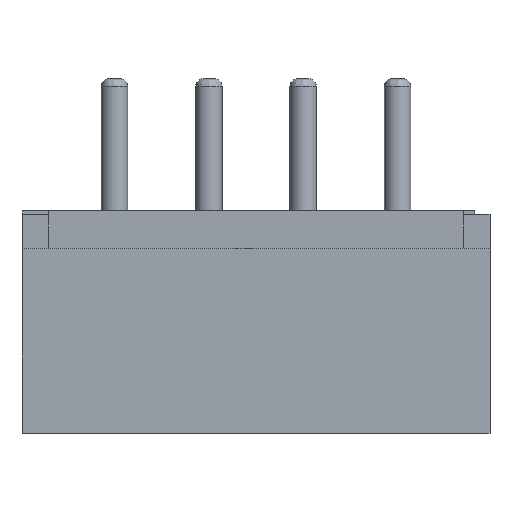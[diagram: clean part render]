
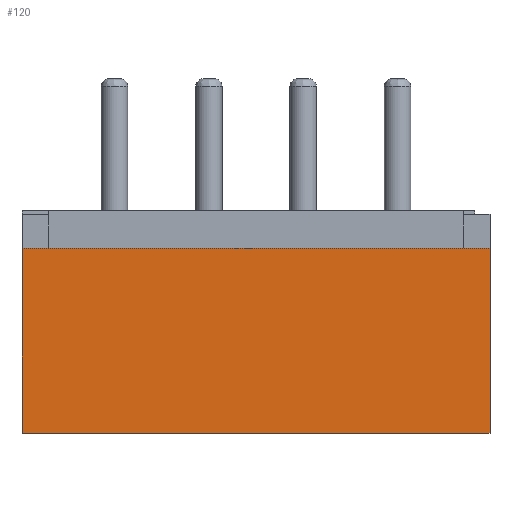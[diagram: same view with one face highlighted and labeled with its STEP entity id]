
A CAD part, front view. The second image highlights one B-rep face of the part: STEP entity #120.
In plain terms, the highlighted planar face has unit normal (0, -1, 0).
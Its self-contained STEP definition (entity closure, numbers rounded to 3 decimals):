
#120=ADVANCED_FACE('',(#252),#192,.F.);
#192=PLANE('',#1297);
#252=FACE_OUTER_BOUND('',#310,.T.);
#310=EDGE_LOOP('',(#517,#518,#519,#520));
#517=ORIENTED_EDGE('',*,*,#895,.F.);
#518=ORIENTED_EDGE('',*,*,#934,.T.);
#519=ORIENTED_EDGE('',*,*,#905,.T.);
#520=ORIENTED_EDGE('',*,*,#935,.T.);
#772=VERTEX_POINT('',#1832);
#773=VERTEX_POINT('',#1834);
#781=VERTEX_POINT('',#1853);
#782=VERTEX_POINT('',#1855);
#895=EDGE_CURVE('',#772,#773,#1059,.T.);
#905=EDGE_CURVE('',#782,#781,#1069,.T.);
#934=EDGE_CURVE('',#772,#782,#1098,.T.);
#935=EDGE_CURVE('',#781,#773,#1099,.T.);
#1059=LINE('',#1833,#1203);
#1069=LINE('',#1854,#1213);
#1098=LINE('',#1906,#1242);
#1099=LINE('',#1907,#1243);
#1203=VECTOR('',#1460,1.);
#1213=VECTOR('',#1474,1.);
#1242=VECTOR('',#1517,1.);
#1243=VECTOR('',#1518,1.);
#1297=AXIS2_PLACEMENT_3D('',#1908,#1519,#1520);
#1460=DIRECTION('',(0.,0.,-1.));
#1474=DIRECTION('',(0.,0.,-1.));
#1517=DIRECTION('',(-1.,0.,0.));
#1518=DIRECTION('',(1.,0.,0.));
#1519=DIRECTION('',(0.,1.,0.));
#1520=DIRECTION('',(-1.,0.,0.));
#1832=CARTESIAN_POINT('',(9.95,-3.1,8.1));
#1833=CARTESIAN_POINT('',(9.95,-3.1,9.1));
#1834=CARTESIAN_POINT('',(9.95,-3.1,3.2));
#1853=CARTESIAN_POINT('',(-2.45,-3.1,3.2));
#1854=CARTESIAN_POINT('',(-2.45,-3.1,9.1));
#1855=CARTESIAN_POINT('',(-2.45,-3.1,8.1));
#1906=CARTESIAN_POINT('',(120.31,-3.1,8.1));
#1907=CARTESIAN_POINT('',(-2.45,-3.1,3.2));
#1908=CARTESIAN_POINT('',(-2.45,-3.1,9.1));
